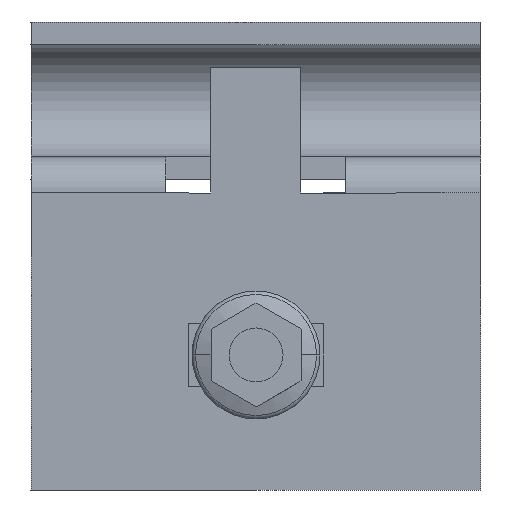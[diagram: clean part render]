
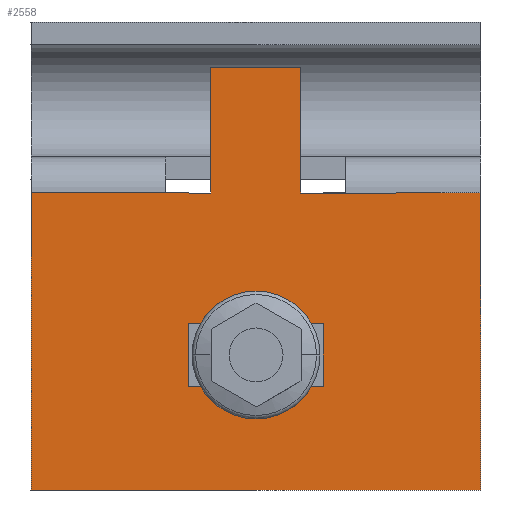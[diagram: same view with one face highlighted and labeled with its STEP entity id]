
A CAD part, front view. The second image highlights one B-rep face of the part: STEP entity #2558.
In plain terms, the highlighted planar face has unit normal (0, -1, 0).
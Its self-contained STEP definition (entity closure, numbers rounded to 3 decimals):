
#82 = ORIENTED_EDGE ( 'NONE', *, *, #333, .T. ) ;
#83 = DIRECTION ( 'NONE',  ( 0., 0., -1. ) ) ;
#89 = CARTESIAN_POINT ( 'NONE',  ( 7.5, -2.5, -23. ) ) ;
#106 = VECTOR ( 'NONE', #2805, 1000. ) ;
#116 = LINE ( 'NONE', #1228, #2556 ) ;
#126 = CARTESIAN_POINT ( 'NONE',  ( 5., -2.5, 12.5 ) ) ;
#146 = CARTESIAN_POINT ( 'NONE',  ( -5., -2.5, -1.5 ) ) ;
#150 = ORIENTED_EDGE ( 'NONE', *, *, #2277, .T. ) ;
#188 = VECTOR ( 'NONE', #1853, 1000. ) ;
#196 = CARTESIAN_POINT ( 'NONE',  ( -7.5, -2.5, -16. ) ) ;
#226 = CARTESIAN_POINT ( 'NONE',  ( 5., -2.5, 12.5 ) ) ;
#260 = EDGE_CURVE ( 'NONE', #1449, #1617, #552, .T. ) ;
#284 = ORIENTED_EDGE ( 'NONE', *, *, #1462, .T. ) ;
#290 = DIRECTION ( 'NONE',  ( -1., 0., 0. ) ) ;
#322 = FACE_BOUND ( 'NONE', #846, .T. ) ;
#333 = EDGE_CURVE ( 'NONE', #2908, #1398, #2842, .T. ) ;
#335 = VERTEX_POINT ( 'NONE', #458 ) ;
#336 = ORIENTED_EDGE ( 'NONE', *, *, #1897, .T. ) ;
#359 = LINE ( 'NONE', #226, #910 ) ;
#372 = CARTESIAN_POINT ( 'NONE',  ( -5., -2.5, 12.5 ) ) ;
#404 = VECTOR ( 'NONE', #290, 1000. ) ;
#413 = DIRECTION ( 'NONE',  ( -1., 0., 0. ) ) ;
#458 = CARTESIAN_POINT ( 'NONE',  ( -7.5, -2.5, -23. ) ) ;
#552 = LINE ( 'NONE', #697, #2371 ) ;
#564 = CARTESIAN_POINT ( 'NONE',  ( -7.5, -2.5, -16. ) ) ;
#624 = VECTOR ( 'NONE', #904, 1000. ) ;
#661 = DIRECTION ( 'NONE',  ( -1., 0., 0. ) ) ;
#697 = CARTESIAN_POINT ( 'NONE',  ( 25., -2.5, -34.5 ) ) ;
#700 = ORIENTED_EDGE ( 'NONE', *, *, #887, .T. ) ;
#705 = LINE ( 'NONE', #1295, #624 ) ;
#714 = VERTEX_POINT ( 'NONE', #2030 ) ;
#726 = VECTOR ( 'NONE', #3021, 1000. ) ;
#778 = PLANE ( 'NONE',  #1450 ) ;
#790 = ORIENTED_EDGE ( 'NONE', *, *, #2469, .F. ) ;
#810 = LINE ( 'NONE', #196, #188 ) ;
#846 = EDGE_LOOP ( 'NONE', ( #150, #3007, #1445, #336 ) ) ;
#873 = LINE ( 'NONE', #2530, #957 ) ;
#887 = EDGE_CURVE ( 'NONE', #1398, #2151, #1718, .T. ) ;
#904 = DIRECTION ( 'NONE',  ( 0., 0., 1. ) ) ;
#910 = VECTOR ( 'NONE', #2345, 1000. ) ;
#915 = VECTOR ( 'NONE', #2352, 1000. ) ;
#957 = VECTOR ( 'NONE', #413, 1000. ) ;
#985 = CARTESIAN_POINT ( 'NONE',  ( 25., -2.5, -34.5 ) ) ;
#999 = LINE ( 'NONE', #2110, #915 ) ;
#1035 = CARTESIAN_POINT ( 'NONE',  ( 25., -2.5, -1.5 ) ) ;
#1162 = CARTESIAN_POINT ( 'NONE',  ( 7.5, -2.5, -23. ) ) ;
#1228 = CARTESIAN_POINT ( 'NONE',  ( -5., -2.5, 12.5 ) ) ;
#1279 = EDGE_CURVE ( 'NONE', #2993, #2151, #705, .T. ) ;
#1295 = CARTESIAN_POINT ( 'NONE',  ( -25., -2.5, -34.5 ) ) ;
#1331 = ORIENTED_EDGE ( 'NONE', *, *, #2216, .T. ) ;
#1370 = CARTESIAN_POINT ( 'NONE',  ( 10., -2.5, -1.5 ) ) ;
#1377 = CARTESIAN_POINT ( 'NONE',  ( -7.5, -2.5, -23. ) ) ;
#1393 = CARTESIAN_POINT ( 'NONE',  ( 25., -2.5, -1.5 ) ) ;
#1398 = VERTEX_POINT ( 'NONE', #2135 ) ;
#1427 = EDGE_LOOP ( 'NONE', ( #1975, #2879, #2775, #1694, #1331, #2956, #790, #284, #82, #700 ) ) ;
#1445 = ORIENTED_EDGE ( 'NONE', *, *, #2251, .T. ) ;
#1449 = VERTEX_POINT ( 'NONE', #985 ) ;
#1450 = AXIS2_PLACEMENT_3D ( 'NONE', #2674, #1496, #83 ) ;
#1462 = EDGE_CURVE ( 'NONE', #2897, #2908, #116, .T. ) ;
#1496 = DIRECTION ( 'NONE',  ( 0., -1., 0. ) ) ;
#1520 = LINE ( 'NONE', #2076, #1593 ) ;
#1584 = CARTESIAN_POINT ( 'NONE',  ( -25., -2.5, -1.5 ) ) ;
#1593 = VECTOR ( 'NONE', #661, 1000. ) ;
#1607 = VERTEX_POINT ( 'NONE', #89 ) ;
#1617 = VERTEX_POINT ( 'NONE', #1035 ) ;
#1641 = VECTOR ( 'NONE', #1940, 1000. ) ;
#1694 = ORIENTED_EDGE ( 'NONE', *, *, #1875, .T. ) ;
#1701 = LINE ( 'NONE', #1162, #106 ) ;
#1706 = VERTEX_POINT ( 'NONE', #126 ) ;
#1718 = LINE ( 'NONE', #2414, #1641 ) ;
#1773 = VERTEX_POINT ( 'NONE', #2268 ) ;
#1800 = VECTOR ( 'NONE', #1925, 1000. ) ;
#1823 = CARTESIAN_POINT ( 'NONE',  ( 7.5, -2.5, -16. ) ) ;
#1853 = DIRECTION ( 'NONE',  ( 1., 0., 0. ) ) ;
#1863 = EDGE_CURVE ( 'NONE', #1449, #2993, #1520, .T. ) ;
#1875 = EDGE_CURVE ( 'NONE', #1617, #1773, #2700, .T. ) ;
#1897 = EDGE_CURVE ( 'NONE', #2586, #2994, #810, .T. ) ;
#1925 = DIRECTION ( 'NONE',  ( 1., 0., 0. ) ) ;
#1940 = DIRECTION ( 'NONE',  ( -1., 0., 0. ) ) ;
#1941 = DIRECTION ( 'NONE',  ( 0., 0., 1. ) ) ;
#1973 = EDGE_CURVE ( 'NONE', #1607, #335, #999, .T. ) ;
#1975 = ORIENTED_EDGE ( 'NONE', *, *, #1279, .F. ) ;
#2030 = CARTESIAN_POINT ( 'NONE',  ( 5., -2.5, -1.5 ) ) ;
#2055 = LINE ( 'NONE', #1377, #726 ) ;
#2060 = VECTOR ( 'NONE', #3026, 1000. ) ;
#2076 = CARTESIAN_POINT ( 'NONE',  ( 25., -2.5, -34.5 ) ) ;
#2110 = CARTESIAN_POINT ( 'NONE',  ( -7.5, -2.5, -23. ) ) ;
#2135 = CARTESIAN_POINT ( 'NONE',  ( -10., -2.5, -1.5 ) ) ;
#2151 = VERTEX_POINT ( 'NONE', #1584 ) ;
#2167 = DIRECTION ( 'NONE',  ( 0., 0., -1. ) ) ;
#2216 = EDGE_CURVE ( 'NONE', #1773, #714, #873, .T. ) ;
#2251 = EDGE_CURVE ( 'NONE', #335, #2586, #2055, .T. ) ;
#2268 = CARTESIAN_POINT ( 'NONE',  ( 10., -2.5, -1.5 ) ) ;
#2277 = EDGE_CURVE ( 'NONE', #2994, #1607, #1701, .T. ) ;
#2307 = CARTESIAN_POINT ( 'NONE',  ( -25., -2.5, -34.5 ) ) ;
#2318 = EDGE_CURVE ( 'NONE', #1706, #714, #359, .T. ) ;
#2345 = DIRECTION ( 'NONE',  ( 0., 0., -1. ) ) ;
#2352 = DIRECTION ( 'NONE',  ( -1., 0., 0. ) ) ;
#2371 = VECTOR ( 'NONE', #1941, 1000. ) ;
#2414 = CARTESIAN_POINT ( 'NONE',  ( 25., -2.5, -1.5 ) ) ;
#2469 = EDGE_CURVE ( 'NONE', #2897, #1706, #2506, .T. ) ;
#2506 = LINE ( 'NONE', #2872, #1800 ) ;
#2530 = CARTESIAN_POINT ( 'NONE',  ( 10., -2.5, -1.5 ) ) ;
#2556 = VECTOR ( 'NONE', #2167, 1000. ) ;
#2558 = ADVANCED_FACE ( 'NONE', ( #322, #2759 ), #778, .T. ) ;
#2586 = VERTEX_POINT ( 'NONE', #564 ) ;
#2674 = CARTESIAN_POINT ( 'NONE',  ( 25., -2.5, -34.5 ) ) ;
#2700 = LINE ( 'NONE', #1393, #2060 ) ;
#2759 = FACE_OUTER_BOUND ( 'NONE', #1427, .T. ) ;
#2775 = ORIENTED_EDGE ( 'NONE', *, *, #260, .T. ) ;
#2805 = DIRECTION ( 'NONE',  ( 0., 0., -1. ) ) ;
#2842 = LINE ( 'NONE', #1370, #404 ) ;
#2872 = CARTESIAN_POINT ( 'NONE',  ( -5., -2.5, 12.5 ) ) ;
#2879 = ORIENTED_EDGE ( 'NONE', *, *, #1863, .F. ) ;
#2897 = VERTEX_POINT ( 'NONE', #372 ) ;
#2908 = VERTEX_POINT ( 'NONE', #146 ) ;
#2956 = ORIENTED_EDGE ( 'NONE', *, *, #2318, .F. ) ;
#2993 = VERTEX_POINT ( 'NONE', #2307 ) ;
#2994 = VERTEX_POINT ( 'NONE', #1823 ) ;
#3007 = ORIENTED_EDGE ( 'NONE', *, *, #1973, .T. ) ;
#3021 = DIRECTION ( 'NONE',  ( 0., 0., 1. ) ) ;
#3026 = DIRECTION ( 'NONE',  ( -1., 0., 0. ) ) ;
